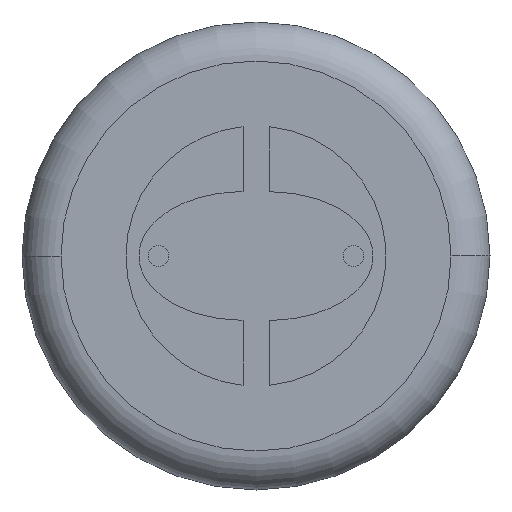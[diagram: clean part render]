
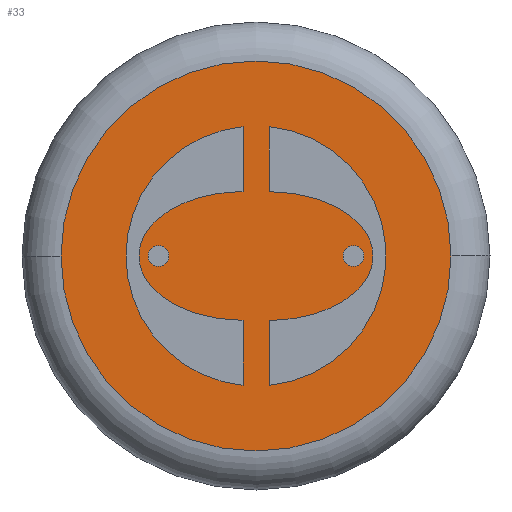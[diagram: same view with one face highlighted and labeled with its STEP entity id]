
A CAD part, front view. The second image highlights one B-rep face of the part: STEP entity #33.
In plain terms, the highlighted planar face has unit normal (0, -1, 0).
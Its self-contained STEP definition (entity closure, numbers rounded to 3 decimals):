
#33 = ADVANCED_FACE ( 'NONE', ( #1231 ), #803, .F. ) ;
#53 = CARTESIAN_POINT ( 'NONE',  ( 0., 0.5, 0. ) ) ;
#200 = DIRECTION ( 'NONE',  ( 0., 1., 0. ) ) ;
#216 = DIRECTION ( 'NONE',  ( -1., 0., 0. ) ) ;
#228 = EDGE_LOOP ( 'NONE', ( #601, #1114 ) ) ;
#262 = CARTESIAN_POINT ( 'NONE',  ( -7.5, 0.5, 0. ) ) ;
#303 = AXIS2_PLACEMENT_3D ( 'NONE', #418, #200, #738 ) ;
#323 = EDGE_CURVE ( 'NONE', #1113, #996, #511, .T. ) ;
#418 = CARTESIAN_POINT ( 'NONE',  ( 0., 0.5, 0. ) ) ;
#436 = CARTESIAN_POINT ( 'NONE',  ( 0., 0.5, 0. ) ) ;
#445 = DIRECTION ( 'NONE',  ( 0., 1., 0. ) ) ;
#504 = AXIS2_PLACEMENT_3D ( 'NONE', #53, #679, #1208 ) ;
#511 = CIRCLE ( 'NONE', #303, 7.5 ) ;
#601 = ORIENTED_EDGE ( 'NONE', *, *, #323, .F. ) ;
#679 = DIRECTION ( 'NONE',  ( 0., 1., 0. ) ) ;
#738 = DIRECTION ( 'NONE',  ( -1., 0., 0. ) ) ;
#750 = AXIS2_PLACEMENT_3D ( 'NONE', #436, #445, #216 ) ;
#773 = CARTESIAN_POINT ( 'NONE',  ( 7.5, 0.5, 0. ) ) ;
#803 = PLANE ( 'NONE',  #504 ) ;
#935 = EDGE_CURVE ( 'NONE', #996, #1113, #1032, .T. ) ;
#996 = VERTEX_POINT ( 'NONE', #773 ) ;
#1032 = CIRCLE ( 'NONE', #750, 7.5 ) ;
#1113 = VERTEX_POINT ( 'NONE', #262 ) ;
#1114 = ORIENTED_EDGE ( 'NONE', *, *, #935, .F. ) ;
#1208 = DIRECTION ( 'NONE',  ( -1., 0., 0. ) ) ;
#1231 = FACE_OUTER_BOUND ( 'NONE', #228, .T. ) ;
